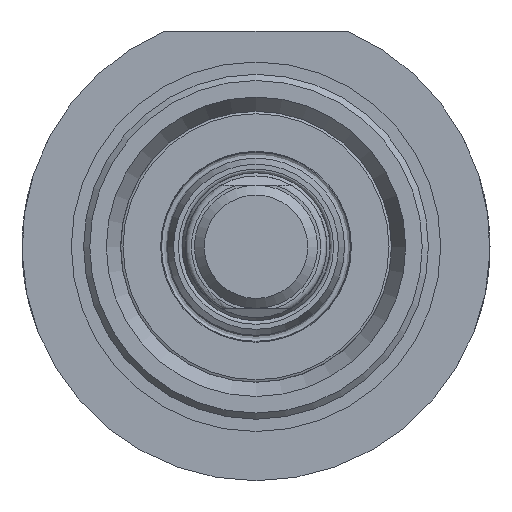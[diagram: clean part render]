
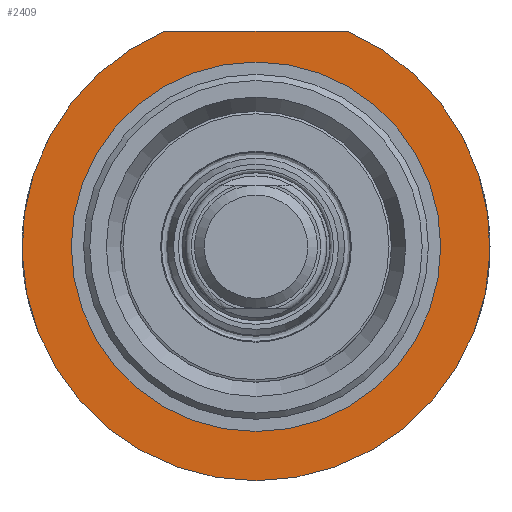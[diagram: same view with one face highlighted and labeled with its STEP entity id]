
A CAD part, front view. The second image highlights one B-rep face of the part: STEP entity #2409.
In plain terms, the highlighted planar face has unit normal (0, -1, 0).
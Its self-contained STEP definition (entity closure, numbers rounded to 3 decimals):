
#2113=CARTESIAN_POINT('',(-7.399,-71.25,17.5));
#2114=VERTEX_POINT('',#2113);
#2115=CARTESIAN_POINT('',(7.399,-71.25,17.5));
#2116=VERTEX_POINT('',#2115);
#2117=CARTESIAN_POINT('',(-7.399,-71.25,17.5));
#2118=DIRECTION('',(1.0,0.0,0.0));
#2119=VECTOR('',#2118,14.799);
#2120=LINE('',#2117,#2119);
#2121=EDGE_CURVE('',#2114,#2116,#2120,.T.);
#2176=CARTESIAN_POINT('',(0.0,-71.25,0.0));
#2177=DIRECTION('',(0.0,1.0,0.0));
#2178=DIRECTION('',(-0.389,0.0,0.921));
#2179=AXIS2_PLACEMENT_3D('',#2176,#2177,#2178);
#2180=CIRCLE('',#2179,19.);
#2181=EDGE_CURVE('',#2116,#2114,#2180,.T.);
#2369=CARTESIAN_POINT('',(0.0,-71.25,15.));
#2370=VERTEX_POINT('',#2369);
#2371=CARTESIAN_POINT('',(0.0,-71.25,0.0));
#2372=DIRECTION('',(0.0,1.0,0.0));
#2373=DIRECTION('',(0.0,0.0,1.0));
#2374=AXIS2_PLACEMENT_3D('',#2371,#2372,#2373);
#2375=CIRCLE('',#2374,15.0);
#2376=EDGE_CURVE('',#2370,#2370,#2375,.T.);
#2397=CARTESIAN_POINT('',(0.,-71.25,1.475));
#2398=DIRECTION('',(0.0,-1.0,0.0));
#2399=DIRECTION('',(0.0,0.0,-1.0));
#2400=AXIS2_PLACEMENT_3D('',#2397,#2398,#2399);
#2401=PLANE('',#2400);
#2402=ORIENTED_EDGE('',*,*,#2121,.F.);
#2403=ORIENTED_EDGE('',*,*,#2181,.F.);
#2404=EDGE_LOOP('',(#2402,#2403));
#2405=FACE_OUTER_BOUND('',#2404,.T.);
#2406=ORIENTED_EDGE('',*,*,#2376,.T.);
#2407=EDGE_LOOP('',(#2406));
#2408=FACE_BOUND('',#2407,.T.);
#2409=ADVANCED_FACE('',(#2405,#2408),#2401,.T.);
